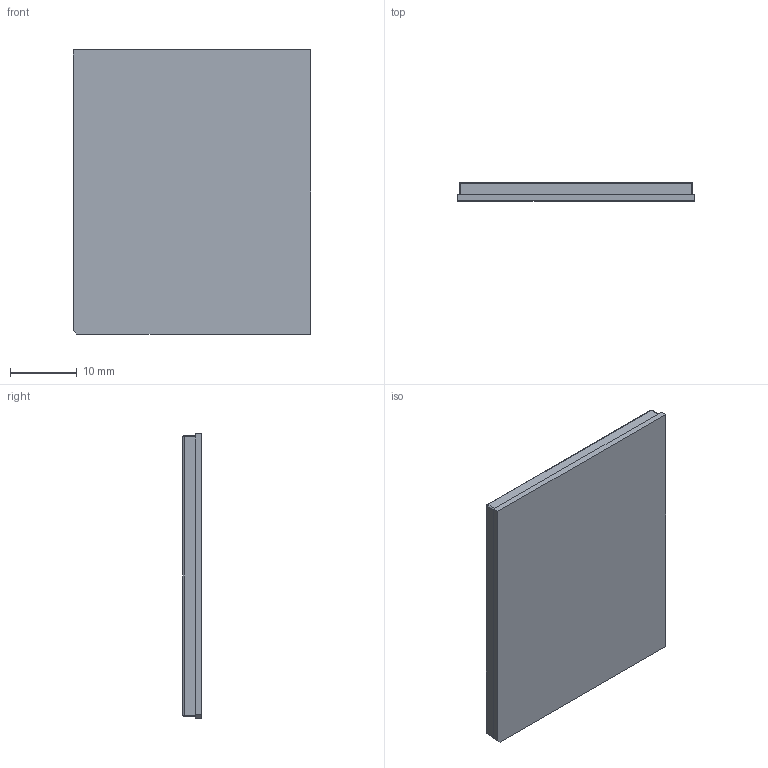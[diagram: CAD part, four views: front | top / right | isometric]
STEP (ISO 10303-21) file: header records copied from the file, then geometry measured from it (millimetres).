
FILE_DESCRIPTION (( 'STEP AP214' ), '1' );
FILE_NAME ('Thundercomm C6490.step', '2023-02-13T07:55:26+00:00', 'Stefan Hamminga', '', '', '', '');
FILE_SCHEMA (( 'AUTOMOTIVE_DESIGN' ));
Length unit declared in the file: millimetre
Products named in the file (1): Thundercomm C6490
Bounding box: 35.5 x 2.75 x 42.5 mm (x, y, z)
Volume: 4075.9 mm3; surface area: 6368.4 mm2
Topology: 2 solids, 2 shells, 25 faces, 55 edges, 30 vertices
Faces by surface type: plane 13, cylinder 8, sphere 4
Entity records: 688 total; most frequent: DIRECTION 119, CARTESIAN_POINT 107, ORIENTED_EDGE 102, EDGE_CURVE 51, AXIS2_PLACEMENT_3D 42, LINE 35, VECTOR 35, VERTEX_POINT 30
